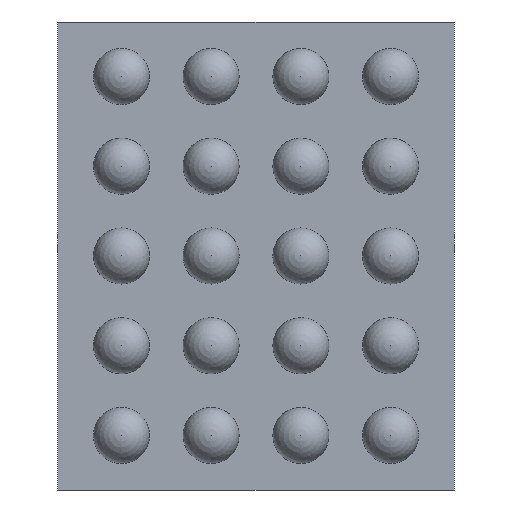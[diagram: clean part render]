
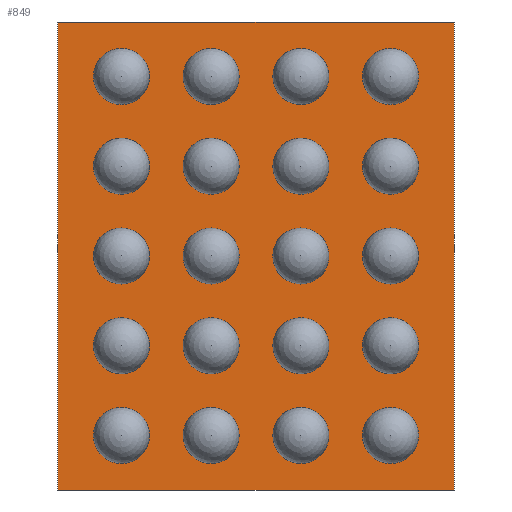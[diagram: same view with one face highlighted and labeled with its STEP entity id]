
A CAD part, front view. The second image highlights one B-rep face of the part: STEP entity #849.
In plain terms, the highlighted planar face has unit normal (0, -1, 0).
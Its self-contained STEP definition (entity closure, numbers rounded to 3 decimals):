
#176 = LINE ( 'NONE', #1339, #822 ) ;
#198 = CARTESIAN_POINT ( 'NONE',  ( 0.883, 0.21, 1.043 ) ) ;
#262 = CARTESIAN_POINT ( 'NONE',  ( -0.883, 0.21, -1.043 ) ) ;
#348 = VECTOR ( 'NONE', #986, 1000. ) ;
#359 = EDGE_CURVE ( 'NONE', #1224, #1029, #1791, .T. ) ;
#540 = DIRECTION ( 'NONE',  ( 1., 0., 0. ) ) ;
#678 = ORIENTED_EDGE ( 'NONE', *, *, #359, .F. ) ;
#698 = LINE ( 'NONE', #832, #348 ) ;
#733 = DIRECTION ( 'NONE',  ( 0., -1., 0. ) ) ;
#740 = EDGE_CURVE ( 'NONE', #1181, #1224, #176, .T. ) ;
#822 = VECTOR ( 'NONE', #1047, 1000. ) ;
#828 = ORIENTED_EDGE ( 'NONE', *, *, #1759, .F. ) ;
#832 = CARTESIAN_POINT ( 'NONE',  ( -0.883, 0.21, 1.043 ) ) ;
#849 = ADVANCED_FACE ( 'NONE', ( #871 ), #1362, .T. ) ;
#867 = DIRECTION ( 'NONE',  ( 0., 0., -1. ) ) ;
#870 = VERTEX_POINT ( 'NONE', #1893 ) ;
#871 = FACE_OUTER_BOUND ( 'NONE', #1918, .T. ) ;
#986 = DIRECTION ( 'NONE',  ( 0., 0., 1. ) ) ;
#1029 = VERTEX_POINT ( 'NONE', #1592 ) ;
#1047 = DIRECTION ( 'NONE',  ( 0., 0., -1. ) ) ;
#1151 = CARTESIAN_POINT ( 'NONE',  ( 0.883, 0.21, -1.043 ) ) ;
#1171 = EDGE_CURVE ( 'NONE', #1029, #870, #698, .T. ) ;
#1181 = VERTEX_POINT ( 'NONE', #198 ) ;
#1224 = VERTEX_POINT ( 'NONE', #1151 ) ;
#1291 = LINE ( 'NONE', #1493, #1664 ) ;
#1298 = VECTOR ( 'NONE', #2017, 1000. ) ;
#1339 = CARTESIAN_POINT ( 'NONE',  ( 0.883, 0.21, 1.043 ) ) ;
#1362 = PLANE ( 'NONE',  #2043 ) ;
#1493 = CARTESIAN_POINT ( 'NONE',  ( -0.883, 0.21, 1.043 ) ) ;
#1592 = CARTESIAN_POINT ( 'NONE',  ( -0.883, 0.21, -1.043 ) ) ;
#1664 = VECTOR ( 'NONE', #540, 1000. ) ;
#1682 = CARTESIAN_POINT ( 'NONE',  ( 0., 0.21, 0. ) ) ;
#1759 = EDGE_CURVE ( 'NONE', #870, #1181, #1291, .T. ) ;
#1791 = LINE ( 'NONE', #262, #1298 ) ;
#1821 = ORIENTED_EDGE ( 'NONE', *, *, #1171, .F. ) ;
#1893 = CARTESIAN_POINT ( 'NONE',  ( -0.883, 0.21, 1.043 ) ) ;
#1918 = EDGE_LOOP ( 'NONE', ( #1963, #828, #1821, #678 ) ) ;
#1963 = ORIENTED_EDGE ( 'NONE', *, *, #740, .F. ) ;
#2017 = DIRECTION ( 'NONE',  ( -1., 0., 0. ) ) ;
#2043 = AXIS2_PLACEMENT_3D ( 'NONE', #1682, #733, #867 ) ;
